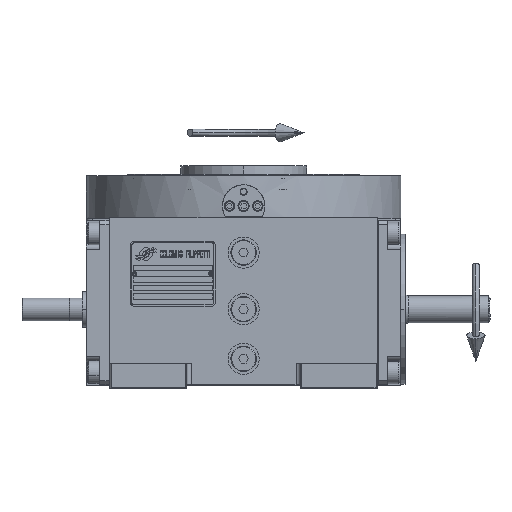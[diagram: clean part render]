
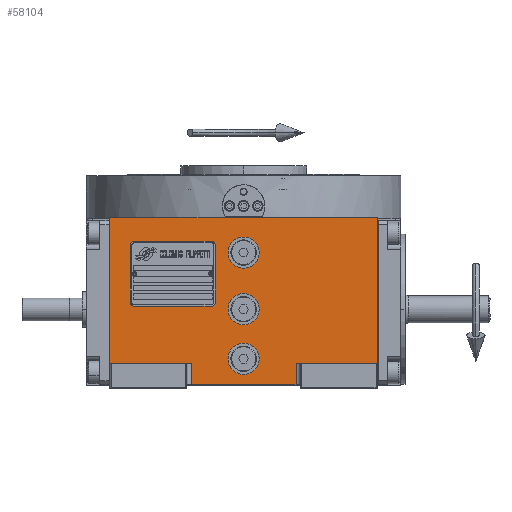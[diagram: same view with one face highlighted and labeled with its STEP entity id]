
A CAD part, top view. The second image highlights one B-rep face of the part: STEP entity #58104.
In plain terms, the highlighted planar face has unit normal (0, 0, 1).
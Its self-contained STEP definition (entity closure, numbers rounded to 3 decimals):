
#199 = ORIENTED_EDGE ( 'NONE', *, *, #12604, .F. ) ;
#1469 = CARTESIAN_POINT ( 'NONE',  ( 0., 40., 163.5 ) ) ;
#1604 = ORIENTED_EDGE ( 'NONE', *, *, #1852, .F. ) ;
#1706 = CARTESIAN_POINT ( 'NONE',  ( 94.5, 64.5, 163.5 ) ) ;
#1852 = EDGE_CURVE ( 'NONE', #54398, #28346, #13340, .T. ) ;
#2356 = ORIENTED_EDGE ( 'NONE', *, *, #50151, .T. ) ;
#2463 = FACE_BOUND ( 'NONE', #54580, .T. ) ;
#3086 = VERTEX_POINT ( 'NONE', #4960 ) ;
#4319 = LINE ( 'NONE', #47887, #40471 ) ;
#4960 = CARTESIAN_POINT ( 'NONE',  ( 37., -53.5, 163.5 ) ) ;
#5585 = CARTESIAN_POINT ( 'NONE',  ( -94.5, -38.5, 163.5 ) ) ;
#6264 = VERTEX_POINT ( 'NONE', #47742 ) ;
#6570 = VECTOR ( 'NONE', #41505, 1000. ) ;
#7455 = CARTESIAN_POINT ( 'NONE',  ( 37., -38.5, 163.5 ) ) ;
#7695 = EDGE_LOOP ( 'NONE', ( #1604, #13659 ) ) ;
#7710 = EDGE_CURVE ( 'NONE', #46280, #20856, #56955, .T. ) ;
#7814 = LINE ( 'NONE', #7455, #51836 ) ;
#8486 = AXIS2_PLACEMENT_3D ( 'NONE', #22904, #15893, #28866 ) ;
#8574 = EDGE_CURVE ( 'NONE', #14757, #55393, #67518, .T. ) ;
#8712 = EDGE_CURVE ( 'NONE', #61180, #20932, #25629, .T. ) ;
#9225 = CARTESIAN_POINT ( 'NONE',  ( 11., 0., 163.5 ) ) ;
#9739 = CARTESIAN_POINT ( 'NONE',  ( -94.5, 64.5, 163.5 ) ) ;
#10754 = VECTOR ( 'NONE', #51721, 1000. ) ;
#11007 = CARTESIAN_POINT ( 'NONE',  ( -11., 40., 163.5 ) ) ;
#11443 = EDGE_CURVE ( 'NONE', #51015, #3086, #4319, .T. ) ;
#12604 = EDGE_CURVE ( 'NONE', #14757, #29833, #25594, .T. ) ;
#13340 = CIRCLE ( 'NONE', #48123, 11. ) ;
#13603 = DIRECTION ( 'NONE',  ( -1., 0., 0. ) ) ;
#13659 = ORIENTED_EDGE ( 'NONE', *, *, #65824, .F. ) ;
#13671 = DIRECTION ( 'NONE',  ( 0., 0., 1. ) ) ;
#13714 = ORIENTED_EDGE ( 'NONE', *, *, #11443, .T. ) ;
#14628 = CARTESIAN_POINT ( 'NONE',  ( 0., 0., 163.5 ) ) ;
#14757 = VERTEX_POINT ( 'NONE', #39848 ) ;
#14789 = CARTESIAN_POINT ( 'NONE',  ( 0., 0., 163.5 ) ) ;
#15893 = DIRECTION ( 'NONE',  ( 0., 0., 1. ) ) ;
#16543 = CARTESIAN_POINT ( 'NONE',  ( -37., -53.5, 163.5 ) ) ;
#17027 = AXIS2_PLACEMENT_3D ( 'NONE', #19297, #13671, #23536 ) ;
#17490 = CARTESIAN_POINT ( 'NONE',  ( 0., -35., 163.5 ) ) ;
#18864 = DIRECTION ( 'NONE',  ( 0., 0., 1. ) ) ;
#19297 = CARTESIAN_POINT ( 'NONE',  ( -94.5, -53.5, 163.5 ) ) ;
#19334 = CARTESIAN_POINT ( 'NONE',  ( -94.5, -38.5, 163.5 ) ) ;
#19895 = CARTESIAN_POINT ( 'NONE',  ( -94.5, 64.5, 163.5 ) ) ;
#20218 = ORIENTED_EDGE ( 'NONE', *, *, #8574, .T. ) ;
#20296 = ORIENTED_EDGE ( 'NONE', *, *, #35875, .F. ) ;
#20856 = VERTEX_POINT ( 'NONE', #61105 ) ;
#20932 = VERTEX_POINT ( 'NONE', #1706 ) ;
#21035 = EDGE_LOOP ( 'NONE', ( #66215, #24045 ) ) ;
#22904 = CARTESIAN_POINT ( 'NONE',  ( 0., 40., 163.5 ) ) ;
#23259 = AXIS2_PLACEMENT_3D ( 'NONE', #14789, #31649, #68579 ) ;
#23536 = DIRECTION ( 'NONE',  ( 1., 0., 0. ) ) ;
#23870 = FACE_OUTER_BOUND ( 'NONE', #53277, .T. ) ;
#24045 = ORIENTED_EDGE ( 'NONE', *, *, #7710, .F. ) ;
#24543 = PLANE ( 'NONE',  #17027 ) ;
#25594 = LINE ( 'NONE', #5585, #25919 ) ;
#25629 = LINE ( 'NONE', #26678, #6570 ) ;
#25728 = VECTOR ( 'NONE', #54515, 1000. ) ;
#25919 = VECTOR ( 'NONE', #63258, 1000. ) ;
#26338 = AXIS2_PLACEMENT_3D ( 'NONE', #46146, #57394, #40880 ) ;
#26560 = EDGE_CURVE ( 'NONE', #6264, #59185, #60145, .T. ) ;
#26678 = CARTESIAN_POINT ( 'NONE',  ( 94.5, -38.5, 163.5 ) ) ;
#27470 = CARTESIAN_POINT ( 'NONE',  ( -11., -35., 163.5 ) ) ;
#28346 = VERTEX_POINT ( 'NONE', #66439 ) ;
#28866 = DIRECTION ( 'NONE',  ( 1., 0., 0. ) ) ;
#28892 = CIRCLE ( 'NONE', #23259, 11. ) ;
#29833 = VERTEX_POINT ( 'NONE', #19895 ) ;
#31061 = EDGE_CURVE ( 'NONE', #51015, #55393, #48553, .T. ) ;
#31186 = DIRECTION ( 'NONE',  ( 1., 0., 0. ) ) ;
#31649 = DIRECTION ( 'NONE',  ( 0., 0., 1. ) ) ;
#32258 = AXIS2_PLACEMENT_3D ( 'NONE', #17490, #18864, #13603 ) ;
#32730 = ORIENTED_EDGE ( 'NONE', *, *, #41384, .F. ) ;
#34575 = AXIS2_PLACEMENT_3D ( 'NONE', #1469, #59471, #48217 ) ;
#34778 = ORIENTED_EDGE ( 'NONE', *, *, #31061, .F. ) ;
#35849 = ORIENTED_EDGE ( 'NONE', *, *, #54519, .F. ) ;
#35875 = EDGE_CURVE ( 'NONE', #29833, #20932, #68465, .T. ) ;
#36091 = DIRECTION ( 'NONE',  ( 0., 0., 1. ) ) ;
#39111 = CIRCLE ( 'NONE', #34575, 11. ) ;
#39507 = ORIENTED_EDGE ( 'NONE', *, *, #8712, .T. ) ;
#39848 = CARTESIAN_POINT ( 'NONE',  ( -94.5, -38.5, 163.5 ) ) ;
#40471 = VECTOR ( 'NONE', #68654, 1000. ) ;
#40679 = DIRECTION ( 'NONE',  ( 1., 0., 0. ) ) ;
#40880 = DIRECTION ( 'NONE',  ( 1., 0., 0. ) ) ;
#41384 = EDGE_CURVE ( 'NONE', #64750, #3086, #7814, .T. ) ;
#41505 = DIRECTION ( 'NONE',  ( 0., 1., 0. ) ) ;
#46146 = CARTESIAN_POINT ( 'NONE',  ( 0., -35., 163.5 ) ) ;
#46280 = VERTEX_POINT ( 'NONE', #27470 ) ;
#46463 = LINE ( 'NONE', #56660, #10754 ) ;
#47742 = CARTESIAN_POINT ( 'NONE',  ( 11., 40., 163.5 ) ) ;
#47887 = CARTESIAN_POINT ( 'NONE',  ( -37., -53.5, 163.5 ) ) ;
#48123 = AXIS2_PLACEMENT_3D ( 'NONE', #14628, #36091, #40679 ) ;
#48217 = DIRECTION ( 'NONE',  ( -1., 0., 0. ) ) ;
#48553 = LINE ( 'NONE', #16543, #25728 ) ;
#50151 = EDGE_CURVE ( 'NONE', #64750, #61180, #46463, .T. ) ;
#51015 = VERTEX_POINT ( 'NONE', #54662 ) ;
#51721 = DIRECTION ( 'NONE',  ( 1., 0., 0. ) ) ;
#51836 = VECTOR ( 'NONE', #65828, 1000. ) ;
#53277 = EDGE_LOOP ( 'NONE', ( #13714, #32730, #2356, #39507, #20296, #199, #20218, #34778 ) ) ;
#54398 = VERTEX_POINT ( 'NONE', #9225 ) ;
#54515 = DIRECTION ( 'NONE',  ( 0., 1., 0. ) ) ;
#54519 = EDGE_CURVE ( 'NONE', #59185, #6264, #39111, .T. ) ;
#54580 = EDGE_LOOP ( 'NONE', ( #60222, #35849 ) ) ;
#54662 = CARTESIAN_POINT ( 'NONE',  ( -37., -53.5, 163.5 ) ) ;
#55393 = VERTEX_POINT ( 'NONE', #69481 ) ;
#55556 = FACE_BOUND ( 'NONE', #7695, .T. ) ;
#56660 = CARTESIAN_POINT ( 'NONE',  ( 37., -38.5, 163.5 ) ) ;
#56955 = CIRCLE ( 'NONE', #32258, 11. ) ;
#56958 = DIRECTION ( 'NONE',  ( 1., 0., 0. ) ) ;
#57394 = DIRECTION ( 'NONE',  ( 0., 0., 1. ) ) ;
#58104 = ADVANCED_FACE ( 'NONE', ( #55556, #66449, #2463, #23870 ), #24543, .T. ) ;
#59185 = VERTEX_POINT ( 'NONE', #11007 ) ;
#59471 = DIRECTION ( 'NONE',  ( 0., 0., 1. ) ) ;
#60145 = CIRCLE ( 'NONE', #8486, 11. ) ;
#60222 = ORIENTED_EDGE ( 'NONE', *, *, #26560, .F. ) ;
#61105 = CARTESIAN_POINT ( 'NONE',  ( 11., -35., 163.5 ) ) ;
#61180 = VERTEX_POINT ( 'NONE', #61210 ) ;
#61210 = CARTESIAN_POINT ( 'NONE',  ( 94.5, -38.5, 163.5 ) ) ;
#62168 = CARTESIAN_POINT ( 'NONE',  ( 37., -38.5, 163.5 ) ) ;
#62717 = EDGE_CURVE ( 'NONE', #20856, #46280, #67861, .T. ) ;
#63258 = DIRECTION ( 'NONE',  ( 0., 1., 0. ) ) ;
#64750 = VERTEX_POINT ( 'NONE', #62168 ) ;
#64944 = VECTOR ( 'NONE', #56958, 1000. ) ;
#65824 = EDGE_CURVE ( 'NONE', #28346, #54398, #28892, .T. ) ;
#65828 = DIRECTION ( 'NONE',  ( 0., -1., 0. ) ) ;
#66215 = ORIENTED_EDGE ( 'NONE', *, *, #62717, .F. ) ;
#66439 = CARTESIAN_POINT ( 'NONE',  ( -11., 0., 163.5 ) ) ;
#66449 = FACE_BOUND ( 'NONE', #21035, .T. ) ;
#67518 = LINE ( 'NONE', #19334, #64944 ) ;
#67678 = VECTOR ( 'NONE', #31186, 1000. ) ;
#67861 = CIRCLE ( 'NONE', #26338, 11. ) ;
#68465 = LINE ( 'NONE', #9739, #67678 ) ;
#68579 = DIRECTION ( 'NONE',  ( -1., 0., 0. ) ) ;
#68654 = DIRECTION ( 'NONE',  ( 1., 0., 0. ) ) ;
#69481 = CARTESIAN_POINT ( 'NONE',  ( -37., -38.5, 163.5 ) ) ;
